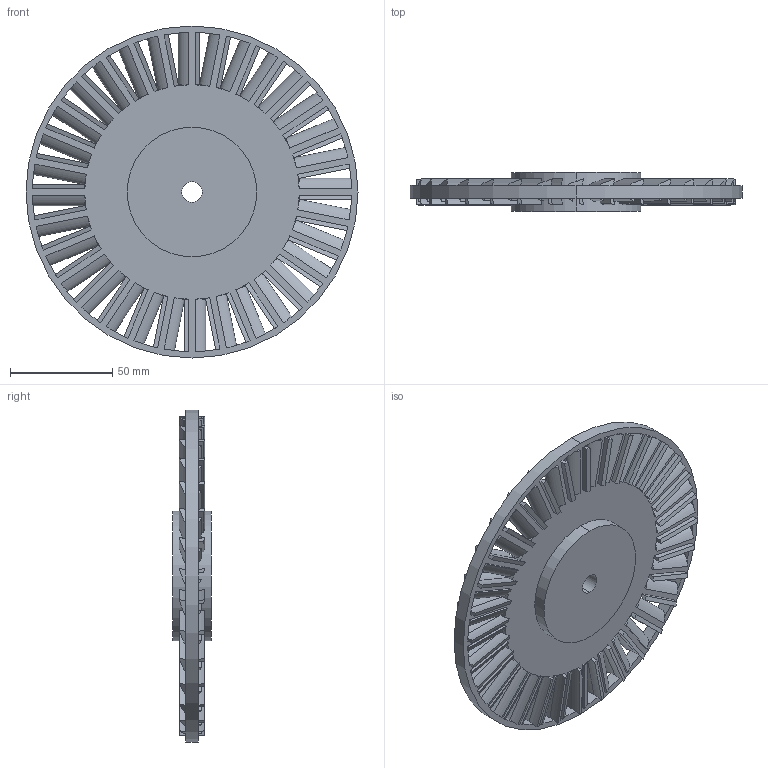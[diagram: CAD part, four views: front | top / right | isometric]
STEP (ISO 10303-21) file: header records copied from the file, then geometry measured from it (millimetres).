
FILE_DESCRIPTION (( 'STEP AP214' ), '1' );
FILE_NAME ('[TP] [Turb] Rotor20.STEP', '2024-04-05T10:13:18', ( '' ), ( '' ), 'SwSTEP 2.0', 'SolidWorks 2023', '' );
FILE_SCHEMA (( 'AUTOMOTIVE_DESIGN' ));
Length unit declared in the file: millimetre
Products named in the file (3): [TP] [Turb] Rotor20; [TP] [Turb] Rotor Disc; [TP] [Turb] Rotor Blade
Assembly tree (33 placements, depth 2):
  [TP] [Turb] Rotor20
    [TP] [Turb] Rotor Disc
    [TP] [Turb] Rotor Blade  x32
Bounding box: 162.66 x 19.05 x 162.66 mm (x, y, z)
Volume: 165661.5 mm3; surface area: 94628.9 mm2
Topology: 33 solids, 33 shells, 460 faces, 1176 edges, 784 vertices
Faces by surface type: plane 228, cylinder 136, bspline 96
Entity records: 5441 total; most frequent: CARTESIAN_POINT 945, DIRECTION 940, ORIENTED_EDGE 864, EDGE_CURVE 432, AXIS2_PLACEMENT_3D 331, VERTEX_POINT 288, VECTOR 278, LINE 278
